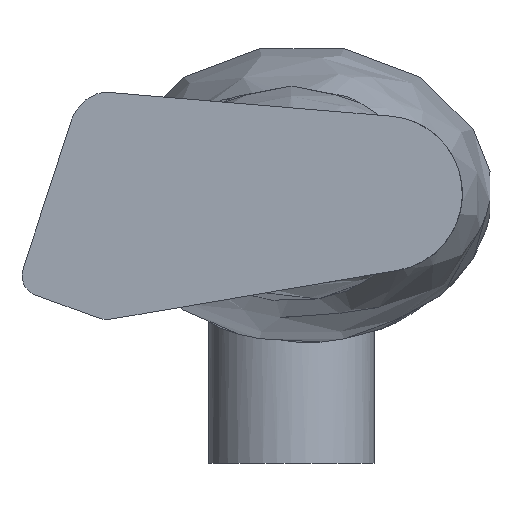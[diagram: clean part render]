
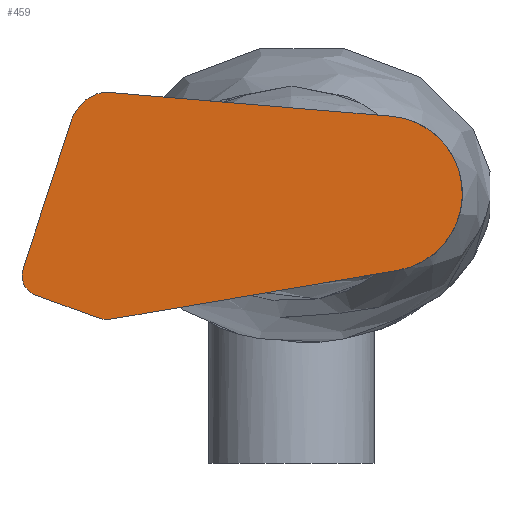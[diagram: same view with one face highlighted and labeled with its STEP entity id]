
A CAD part, front view. The second image highlights one B-rep face of the part: STEP entity #459.
In plain terms, the highlighted planar face has unit normal (0, -1, 0).
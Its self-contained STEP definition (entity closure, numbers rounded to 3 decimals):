
#38=PLANE('',#525);
#52=FACE_OUTER_BOUND('',#78,.T.);
#78=EDGE_LOOP('',(#359,#360,#361,#362,#363,#364,#365,#366,#367));
#113=LINE('',#782,#135);
#118=LINE('',#800,#140);
#122=LINE('',#807,#144);
#126=LINE('',#819,#148);
#129=LINE('',#828,#151);
#135=VECTOR('',#577,10.);
#140=VECTOR('',#594,10.);
#144=VECTOR('',#600,10.);
#148=VECTOR('',#612,10.);
#151=VECTOR('',#623,10.);
#161=CIRCLE('',#508,1.);
#163=CIRCLE('',#512,3.75);
#167=CIRCLE('',#519,2.);
#169=CIRCLE('',#523,1.);
#191=VERTEX_POINT('',#771);
#192=VERTEX_POINT('',#773);
#195=VERTEX_POINT('',#780);
#198=VERTEX_POINT('',#788);
#202=VERTEX_POINT('',#798);
#204=VERTEX_POINT('',#805);
#206=VERTEX_POINT('',#811);
#208=VERTEX_POINT('',#817);
#210=VERTEX_POINT('',#823);
#241=EDGE_CURVE('',#191,#192,#161,.T.);
#245=EDGE_CURVE('',#195,#191,#113,.T.);
#249=EDGE_CURVE('',#198,#195,#163,.T.);
#254=EDGE_CURVE('',#202,#198,#118,.T.);
#258=EDGE_CURVE('',#204,#202,#122,.T.);
#261=EDGE_CURVE('',#206,#204,#167,.T.);
#264=EDGE_CURVE('',#208,#206,#126,.T.);
#267=EDGE_CURVE('',#210,#208,#169,.T.);
#269=EDGE_CURVE('',#192,#210,#129,.T.);
#359=ORIENTED_EDGE('',*,*,#269,.F.);
#360=ORIENTED_EDGE('',*,*,#241,.F.);
#361=ORIENTED_EDGE('',*,*,#245,.F.);
#362=ORIENTED_EDGE('',*,*,#249,.F.);
#363=ORIENTED_EDGE('',*,*,#254,.F.);
#364=ORIENTED_EDGE('',*,*,#258,.F.);
#365=ORIENTED_EDGE('',*,*,#261,.F.);
#366=ORIENTED_EDGE('',*,*,#264,.F.);
#367=ORIENTED_EDGE('',*,*,#267,.F.);
#459=ADVANCED_FACE('',(#52),#38,.F.);
#508=AXIS2_PLACEMENT_3D('',#774,#570,#571);
#512=AXIS2_PLACEMENT_3D('',#790,#584,#585);
#519=AXIS2_PLACEMENT_3D('',#813,#606,#607);
#523=AXIS2_PLACEMENT_3D('',#825,#618,#619);
#525=AXIS2_PLACEMENT_3D('',#829,#624,#625);
#570=DIRECTION('center_axis',(0.,1.,0.));
#571=DIRECTION('ref_axis',(0.168,0.,-0.986));
#577=DIRECTION('',(-0.986,0.,-0.168));
#584=DIRECTION('center_axis',(0.,1.,0.));
#585=DIRECTION('ref_axis',(0.084,0.,0.996));
#594=DIRECTION('',(0.996,0.,-0.084));
#600=DIRECTION('',(0.982,0.,0.188));
#606=DIRECTION('center_axis',(0.,1.,0.));
#607=DIRECTION('ref_axis',(-0.951,0.,0.309));
#612=DIRECTION('',(0.309,0.,0.951));
#618=DIRECTION('center_axis',(0.,1.,0.));
#619=DIRECTION('ref_axis',(-0.342,0.,-0.94));
#623=DIRECTION('',(-0.94,0.,0.342));
#624=DIRECTION('center_axis',(0.,1.,0.));
#625=DIRECTION('ref_axis',(0.,0.,1.));
#771=CARTESIAN_POINT('',(-8.739,-12.5,-6.056));
#773=CARTESIAN_POINT('',(-9.249,-12.5,-6.009));
#774=CARTESIAN_POINT('Origin',(-8.907,-12.5,-5.07));
#780=CARTESIAN_POINT('',(5.129,-12.5,-3.697));
#782=CARTESIAN_POINT('',(5.129,-12.5,-3.697));
#788=CARTESIAN_POINT('',(4.815,-12.5,3.737));
#790=CARTESIAN_POINT('Origin',(4.5,-12.5,0.));
#798=CARTESIAN_POINT('',(-9.,-12.5,4.9));
#800=CARTESIAN_POINT('',(-9.,-12.5,4.9));
#805=CARTESIAN_POINT('',(-9.07,-12.5,4.887));
#807=CARTESIAN_POINT('',(-9.07,-12.5,4.887));
#811=CARTESIAN_POINT('',(-10.596,-12.5,3.54));
#813=CARTESIAN_POINT('Origin',(-8.694,-12.5,2.922));
#817=CARTESIAN_POINT('',(-12.93,-12.5,-3.642));
#819=CARTESIAN_POINT('',(-12.93,-12.5,-3.642));
#823=CARTESIAN_POINT('',(-12.321,-12.5,-4.891));
#825=CARTESIAN_POINT('Origin',(-11.979,-12.5,-3.952));
#828=CARTESIAN_POINT('',(-9.249,-12.5,-6.009));
#829=CARTESIAN_POINT('Origin',(-2.365,-12.5,-0.585));
